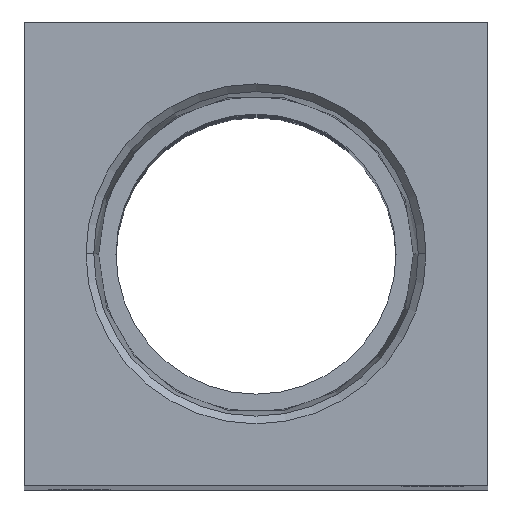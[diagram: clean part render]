
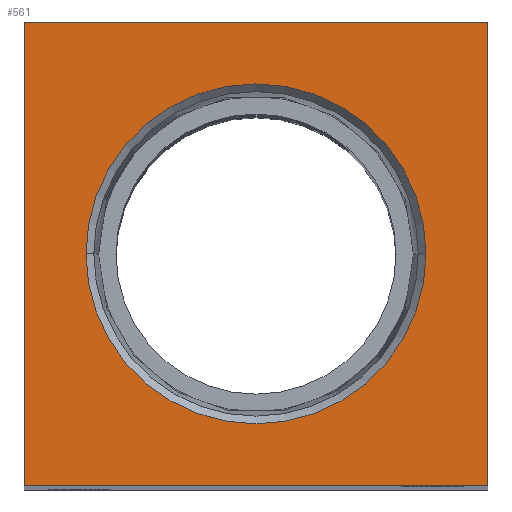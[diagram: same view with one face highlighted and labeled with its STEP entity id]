
A CAD part, top view. The second image highlights one B-rep face of the part: STEP entity #561.
In plain terms, the highlighted planar face has unit normal (0, 0, 1).
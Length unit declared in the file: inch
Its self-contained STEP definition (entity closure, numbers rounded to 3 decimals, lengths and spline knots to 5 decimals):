
#40 = VECTOR ( 'NONE', #494, 39.37008 ) ;
#105 = VERTEX_POINT ( 'NONE', #1783 ) ;
#227 = CARTESIAN_POINT ( 'NONE',  ( 0.75, -0.75, 4. ) ) ;
#252 = DIRECTION ( 'NONE',  ( 1., 0., 0. ) ) ;
#253 = DIRECTION ( 'NONE',  ( 0., 0., 1. ) ) ;
#256 = CARTESIAN_POINT ( 'NONE',  ( 0., 0., 4. ) ) ;
#259 = CARTESIAN_POINT ( 'NONE',  ( -0.75, 0.75, 4. ) ) ;
#372 = CIRCLE ( 'NONE', #677, 0.5499 ) ;
#494 = DIRECTION ( 'NONE',  ( 0., -1., 0. ) ) ;
#497 = CARTESIAN_POINT ( 'NONE',  ( 0.75, 0.75, 4. ) ) ;
#520 = CARTESIAN_POINT ( 'NONE',  ( -0.75, -0.75, 4. ) ) ;
#561 = ADVANCED_FACE ( 'NONE', ( #2328, #1177 ), #2320, .T. ) ;
#566 = CARTESIAN_POINT ( 'NONE',  ( -0.75, -0.75, 4. ) ) ;
#661 = VECTOR ( 'NONE', #1383, 39.37008 ) ;
#669 = ORIENTED_EDGE ( 'NONE', *, *, #2248, .T. ) ;
#677 = AXIS2_PLACEMENT_3D ( 'NONE', #256, #253, #252 ) ;
#701 = ORIENTED_EDGE ( 'NONE', *, *, #2095, .T. ) ;
#725 = EDGE_LOOP ( 'NONE', ( #766, #701, #669, #2225 ) ) ;
#742 = VECTOR ( 'NONE', #1062, 39.37008 ) ;
#766 = ORIENTED_EDGE ( 'NONE', *, *, #2345, .T. ) ;
#1011 = VERTEX_POINT ( 'NONE', #497 ) ;
#1040 = EDGE_LOOP ( 'NONE', ( #1845, #2050 ) ) ;
#1061 = EDGE_CURVE ( 'NONE', #105, #1329, #372, .T. ) ;
#1062 = DIRECTION ( 'NONE',  ( 0., 1., 0. ) ) ;
#1082 = VECTOR ( 'NONE', #1133, 39.37008 ) ;
#1133 = DIRECTION ( 'NONE',  ( 1., 0., 0. ) ) ;
#1139 = DIRECTION ( 'NONE',  ( 1., 0., 0. ) ) ;
#1176 = DIRECTION ( 'NONE',  ( 0., 0., 1. ) ) ;
#1177 = FACE_OUTER_BOUND ( 'NONE', #725, .T. ) ;
#1186 = CARTESIAN_POINT ( 'NONE',  ( 0., 0., 4. ) ) ;
#1206 = LINE ( 'NONE', #1560, #661 ) ;
#1207 = CARTESIAN_POINT ( 'NONE',  ( 0.75, -0.75, 4. ) ) ;
#1329 = VERTEX_POINT ( 'NONE', #2143 ) ;
#1383 = DIRECTION ( 'NONE',  ( -1., 0., 0. ) ) ;
#1437 = CIRCLE ( 'NONE', #1522, 0.5499 ) ;
#1485 = CARTESIAN_POINT ( 'NONE',  ( 0.75, -0.75, 4. ) ) ;
#1522 = AXIS2_PLACEMENT_3D ( 'NONE', #1186, #1176, #1139 ) ;
#1560 = CARTESIAN_POINT ( 'NONE',  ( 0.75, 0.75, 4. ) ) ;
#1599 = AXIS2_PLACEMENT_3D ( 'NONE', #1769, #1757, #1752 ) ;
#1667 = VERTEX_POINT ( 'NONE', #259 ) ;
#1752 = DIRECTION ( 'NONE',  ( 1., 0., 0. ) ) ;
#1757 = DIRECTION ( 'NONE',  ( 0., 0., 1. ) ) ;
#1769 = CARTESIAN_POINT ( 'NONE',  ( 0., 0., 4. ) ) ;
#1783 = CARTESIAN_POINT ( 'NONE',  ( -0.5499, 0., 4. ) ) ;
#1845 = ORIENTED_EDGE ( 'NONE', *, *, #1860, .F. ) ;
#1860 = EDGE_CURVE ( 'NONE', #1329, #105, #1437, .T. ) ;
#1886 = VERTEX_POINT ( 'NONE', #1207 ) ;
#2050 = ORIENTED_EDGE ( 'NONE', *, *, #1061, .F. ) ;
#2065 = LINE ( 'NONE', #1485, #1082 ) ;
#2089 = EDGE_CURVE ( 'NONE', #1011, #1667, #1206, .T. ) ;
#2095 = EDGE_CURVE ( 'NONE', #2128, #1886, #2065, .T. ) ;
#2128 = VERTEX_POINT ( 'NONE', #566 ) ;
#2143 = CARTESIAN_POINT ( 'NONE',  ( 0.5499, 0., 4. ) ) ;
#2175 = LINE ( 'NONE', #520, #40 ) ;
#2204 = LINE ( 'NONE', #227, #742 ) ;
#2225 = ORIENTED_EDGE ( 'NONE', *, *, #2089, .T. ) ;
#2248 = EDGE_CURVE ( 'NONE', #1886, #1011, #2204, .T. ) ;
#2320 = PLANE ( 'NONE',  #1599 ) ;
#2328 = FACE_BOUND ( 'NONE', #1040, .T. ) ;
#2345 = EDGE_CURVE ( 'NONE', #1667, #2128, #2175, .T. ) ;
